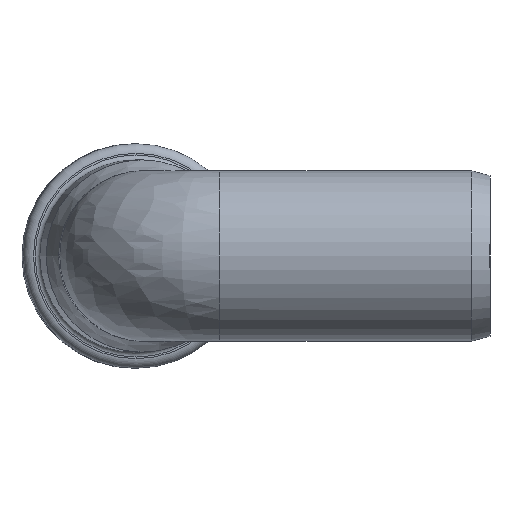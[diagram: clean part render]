
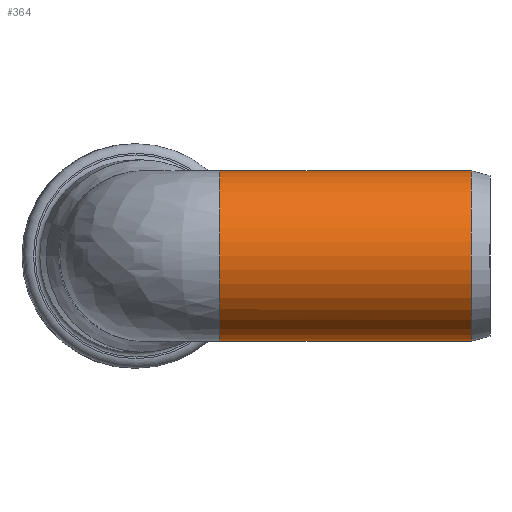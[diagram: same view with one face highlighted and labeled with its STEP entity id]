
A CAD part, left-side view. The second image highlights one B-rep face of the part: STEP entity #364.
In plain terms, the highlighted cylindrical face has radius 16.1 mm (diameter 32.2 mm), a full revolution.
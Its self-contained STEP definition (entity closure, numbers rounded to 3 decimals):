
#28=CYLINDRICAL_SURFACE('',#404,16.1);
#42=ELLIPSE('',#401,22.96,16.1);
#47=FACE_BOUND('',#116,.T.);
#80=FACE_OUTER_BOUND('',#115,.T.);
#115=EDGE_LOOP('',(#290));
#116=EDGE_LOOP('',(#291,#292));
#177=CIRCLE('',#399,16.1);
#178=CIRCLE('',#402,16.1);
#210=VERTEX_POINT('',#601);
#212=VERTEX_POINT('',#634);
#214=VERTEX_POINT('',#653);
#244=EDGE_CURVE('',#210,#210,#177,.T.);
#248=EDGE_CURVE('',#214,#212,#42,.T.);
#249=EDGE_CURVE('',#214,#212,#178,.T.);
#290=ORIENTED_EDGE('',*,*,#244,.T.);
#291=ORIENTED_EDGE('',*,*,#248,.F.);
#292=ORIENTED_EDGE('',*,*,#249,.T.);
#364=ADVANCED_FACE('',(#80,#47),#28,.T.);
#399=AXIS2_PLACEMENT_3D('',#602,#469,#470);
#401=AXIS2_PLACEMENT_3D('',#670,#473,#474);
#402=AXIS2_PLACEMENT_3D('',#698,#475,#476);
#404=AXIS2_PLACEMENT_3D('',#700,#479,#480);
#469=DIRECTION('center_axis',(0.,1.,0.));
#470=DIRECTION('ref_axis',(0.,0.,1.));
#473=DIRECTION('center_axis',(0.713,0.701,0.));
#474=DIRECTION('ref_axis',(0.701,-0.713,0.));
#475=DIRECTION('center_axis',(0.,-1.,0.));
#476=DIRECTION('ref_axis',(0.,0.,1.));
#479=DIRECTION('center_axis',(0.,-1.,0.));
#480=DIRECTION('ref_axis',(0.,0.,1.));
#601=CARTESIAN_POINT('',(-16.1,3.5,0.));
#602=CARTESIAN_POINT('Origin',(0.,3.5,0.));
#634=CARTESIAN_POINT('',(13.275,51.002,-9.109));
#653=CARTESIAN_POINT('',(13.275,51.002,9.109));
#670=CARTESIAN_POINT('Origin',(0.,64.5,0.));
#698=CARTESIAN_POINT('Origin',(0.,51.002,0.));
#700=CARTESIAN_POINT('Origin',(0.,51.002,0.));
